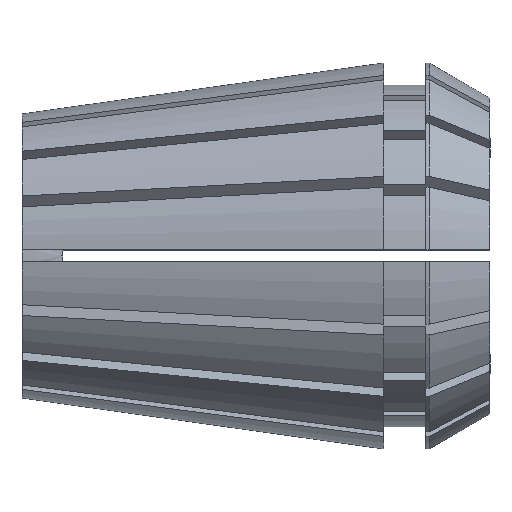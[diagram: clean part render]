
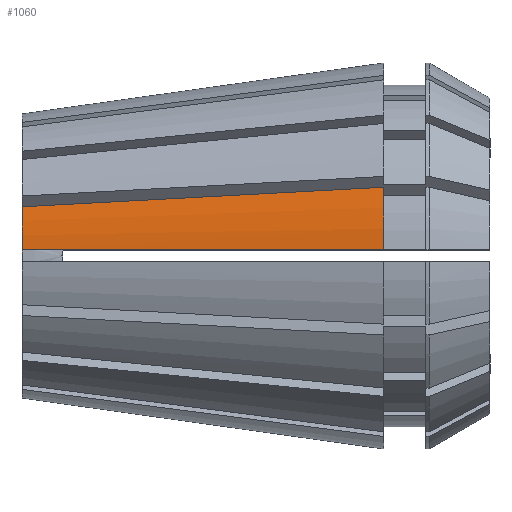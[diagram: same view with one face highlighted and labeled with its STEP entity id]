
A CAD part, top view. The second image highlights one B-rep face of the part: STEP entity #1060.
In plain terms, the highlighted conical face has half-angle 8 degrees and reference radius 16.5 mm.
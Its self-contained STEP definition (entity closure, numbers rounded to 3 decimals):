
#11 = B_SPLINE_CURVE_WITH_KNOTS ( 'NONE', 3,
 ( #3496, #5533, #5605, #6076, #531, #1009, #2488, #6029, #1502, #1978 ),
 .UNSPECIFIED., .F., .F.,
 ( 4, 3, 3, 4 ),
 ( 0.064, 0.069, 0.091, 0.095 ),
 .UNSPECIFIED. ) ;
#531 = CARTESIAN_POINT ( 'NONE',  ( 18.581, 0.5, 14.761 ) ) ;
#573 = EDGE_CURVE ( 'NONE', #3535, #2502, #11, .T. ) ;
#871 = DIRECTION ( 'NONE',  ( -1., 0., 0. ) ) ;
#1009 = CARTESIAN_POINT ( 'NONE',  ( 11.221, 0.5, 13.726 ) ) ;
#1060 = ADVANCED_FACE ( 'NONE', ( #2895 ), #6536, .T. ) ;
#1430 = AXIS2_PLACEMENT_3D ( 'NONE', #5523, #6503, #3966 ) ;
#1502 = CARTESIAN_POINT ( 'NONE',  ( 1.287, 0.5, 12.328 ) ) ;
#1581 = EDGE_CURVE ( 'NONE', #3196, #2651, #3565, .T. ) ;
#1753 = CARTESIAN_POINT ( 'NONE',  ( 21.136, 5.324, 14.16 ) ) ;
#1830 = EDGE_CURVE ( 'NONE', #2502, #3196, #2885, .T. ) ;
#1844 = AXIS2_PLACEMENT_3D ( 'NONE', #5940, #871, #3405 ) ;
#1978 = CARTESIAN_POINT ( 'NONE',  ( 0., 0.5, 12.147 ) ) ;
#2216 = CARTESIAN_POINT ( 'NONE',  ( 30.9, 5.85, 15.429 ) ) ;
#2445 = ORIENTED_EDGE ( 'NONE', *, *, #1830, .F. ) ;
#2488 = CARTESIAN_POINT ( 'NONE',  ( 3.861, 0.5, 12.69 ) ) ;
#2502 = VERTEX_POINT ( 'NONE', #3292 ) ;
#2551 = AXIS2_PLACEMENT_3D ( 'NONE', #2560, #4078, #4573 ) ;
#2560 = CARTESIAN_POINT ( 'NONE',  ( 30.9, 0., 0. ) ) ;
#2610 = ORIENTED_EDGE ( 'NONE', *, *, #5477, .T. ) ;
#2651 = VERTEX_POINT ( 'NONE', #5281 ) ;
#2731 = CARTESIAN_POINT ( 'NONE',  ( 30.9, 0.5, 16.493 ) ) ;
#2740 = ORIENTED_EDGE ( 'NONE', *, *, #1581, .F. ) ;
#2885 = CIRCLE ( 'NONE', #1844, 12.158 ) ;
#2895 = FACE_OUTER_BOUND ( 'NONE', #3379, .T. ) ;
#3196 = VERTEX_POINT ( 'NONE', #4835 ) ;
#3292 = CARTESIAN_POINT ( 'NONE',  ( 0., 0.5, 12.147 ) ) ;
#3379 = EDGE_LOOP ( 'NONE', ( #2740, #2445, #4255, #2610 ) ) ;
#3405 = DIRECTION ( 'NONE',  ( 0., 0., 1. ) ) ;
#3496 = CARTESIAN_POINT ( 'NONE',  ( 30.9, 0.5, 16.493 ) ) ;
#3535 = VERTEX_POINT ( 'NONE', #2731 ) ;
#3565 = B_SPLINE_CURVE_WITH_KNOTS ( 'NONE', 3,
 ( #4781, #4763, #6248, #1753, #3706, #5782, #2216 ),
 .UNSPECIFIED., .F., .F.,
 ( 4, 3, 4 ),
 ( 0., 0.021, 0.031 ),
 .UNSPECIFIED. ) ;
#3706 = CARTESIAN_POINT ( 'NONE',  ( 24.391, 5.499, 14.583 ) ) ;
#3966 = DIRECTION ( 'NONE',  ( 0., 0., -1. ) ) ;
#4078 = DIRECTION ( 'NONE',  ( -1., 0., 0. ) ) ;
#4255 = ORIENTED_EDGE ( 'NONE', *, *, #573, .F. ) ;
#4573 = DIRECTION ( 'NONE',  ( 0., 0., 1. ) ) ;
#4763 = CARTESIAN_POINT ( 'NONE',  ( 7.045, 4.566, 12.33 ) ) ;
#4781 = CARTESIAN_POINT ( 'NONE',  ( 0., 4.187, 11.414 ) ) ;
#4835 = CARTESIAN_POINT ( 'NONE',  ( 0., 4.187, 11.414 ) ) ;
#5281 = CARTESIAN_POINT ( 'NONE',  ( 30.9, 5.85, 15.429 ) ) ;
#5477 = EDGE_CURVE ( 'NONE', #3535, #2651, #5901, .T. ) ;
#5523 = CARTESIAN_POINT ( 'NONE',  ( 30.9, 0., 0. ) ) ;
#5533 = CARTESIAN_POINT ( 'NONE',  ( 29.247, 0.5, 16.26 ) ) ;
#5605 = CARTESIAN_POINT ( 'NONE',  ( 27.594, 0.5, 16.028 ) ) ;
#5782 = CARTESIAN_POINT ( 'NONE',  ( 27.645, 5.674, 15.006 ) ) ;
#5901 = CIRCLE ( 'NONE', #2551, 16.5 ) ;
#5940 = CARTESIAN_POINT ( 'NONE',  ( 0., 0., 0. ) ) ;
#6029 = CARTESIAN_POINT ( 'NONE',  ( 2.574, 0.5, 12.509 ) ) ;
#6076 = CARTESIAN_POINT ( 'NONE',  ( 25.941, 0.5, 15.795 ) ) ;
#6248 = CARTESIAN_POINT ( 'NONE',  ( 14.091, 4.945, 13.245 ) ) ;
#6503 = DIRECTION ( 'NONE',  ( 1., 0., 0. ) ) ;
#6536 = CONICAL_SURFACE ( 'NONE', #1430, 16.5, 0.14 ) ;
